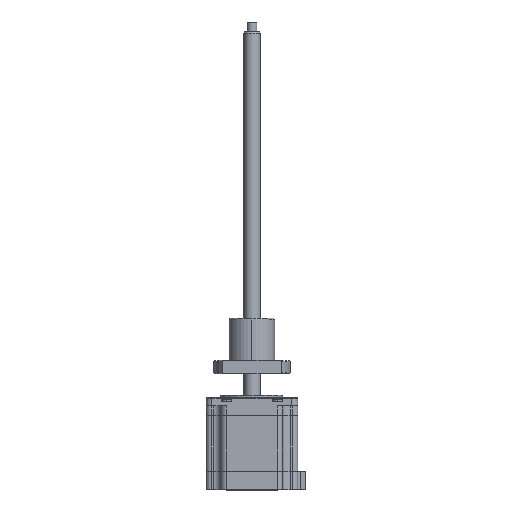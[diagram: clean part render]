
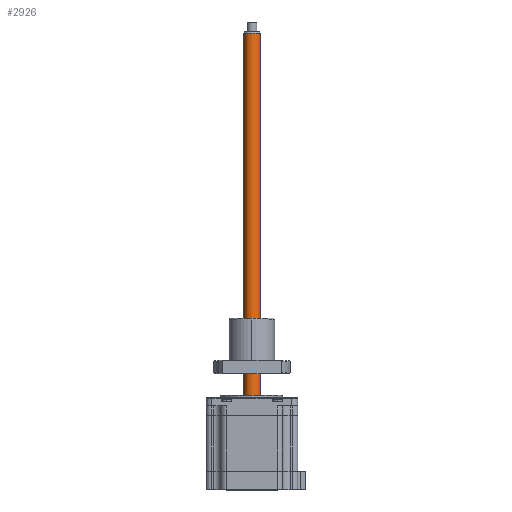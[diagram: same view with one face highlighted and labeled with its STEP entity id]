
A CAD part, top view. The second image highlights one B-rep face of the part: STEP entity #2926.
In plain terms, the highlighted cylindrical face has radius 5 mm (diameter 10 mm), a partial arc.
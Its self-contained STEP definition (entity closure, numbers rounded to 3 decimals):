
#539 = EDGE_CURVE ( 'NONE', #5267, #10869, #9035, .T. ) ;
#1162 = VECTOR ( 'NONE', #8982, 1000. ) ;
#1207 = EDGE_CURVE ( 'NONE', #5267, #4886, #11902, .T. ) ;
#1784 = CYLINDRICAL_SURFACE ( 'NONE', #3003, 5. ) ;
#2083 = CARTESIAN_POINT ( 'NONE',  ( -21.379, -15.672, 63.668 ) ) ;
#2097 = FACE_OUTER_BOUND ( 'NONE', #5864, .T. ) ;
#2592 = EDGE_CURVE ( 'NONE', #10869, #7711, #4188, .T. ) ;
#2815 = AXIS2_PLACEMENT_3D ( 'NONE', #2850, #9789, #3871 ) ;
#2850 = CARTESIAN_POINT ( 'NONE',  ( -16.379, -15.672, 63.65 ) ) ;
#2926 = ADVANCED_FACE ( 'NONE', ( #2097 ), #1784, .T. ) ;
#3003 = AXIS2_PLACEMENT_3D ( 'NONE', #3695, #3576, #3344 ) ;
#3045 = ORIENTED_EDGE ( 'NONE', *, *, #12866, .F. ) ;
#3344 = DIRECTION ( 'NONE',  ( -1., 0., 0.004 ) ) ;
#3576 = DIRECTION ( 'NONE',  ( 0., -1., 0. ) ) ;
#3695 = CARTESIAN_POINT ( 'NONE',  ( -16.379, 209.328, 63.65 ) ) ;
#3871 = DIRECTION ( 'NONE',  ( -1., 0., 0.004 ) ) ;
#4188 = LINE ( 'NONE', #9113, #1162 ) ;
#4886 = VERTEX_POINT ( 'NONE', #8581 ) ;
#5267 = VERTEX_POINT ( 'NONE', #11467 ) ;
#5864 = EDGE_LOOP ( 'NONE', ( #6151, #6673, #9651, #3045 ) ) ;
#6151 = ORIENTED_EDGE ( 'NONE', *, *, #1207, .F. ) ;
#6673 = ORIENTED_EDGE ( 'NONE', *, *, #539, .T. ) ;
#6874 = VECTOR ( 'NONE', #7273, 1000. ) ;
#7273 = DIRECTION ( 'NONE',  ( 0., -1., 0. ) ) ;
#7455 = AXIS2_PLACEMENT_3D ( 'NONE', #8992, #9426, #9602 ) ;
#7468 = CIRCLE ( 'NONE', #2815, 5. ) ;
#7711 = VERTEX_POINT ( 'NONE', #2083 ) ;
#8581 = CARTESIAN_POINT ( 'NONE',  ( -11.379, -15.672, 63.632 ) ) ;
#8982 = DIRECTION ( 'NONE',  ( 0., -1., 0. ) ) ;
#8992 = CARTESIAN_POINT ( 'NONE',  ( -16.379, 208.328, 63.65 ) ) ;
#9035 = CIRCLE ( 'NONE', #7455, 5. ) ;
#9113 = CARTESIAN_POINT ( 'NONE',  ( -21.379, 209.328, 63.668 ) ) ;
#9426 = DIRECTION ( 'NONE',  ( 0., -1., 0. ) ) ;
#9602 = DIRECTION ( 'NONE',  ( 1., 0., -0.004 ) ) ;
#9651 = ORIENTED_EDGE ( 'NONE', *, *, #2592, .T. ) ;
#9789 = DIRECTION ( 'NONE',  ( 0., -1., 0. ) ) ;
#10277 = CARTESIAN_POINT ( 'NONE',  ( -11.379, 209.328, 63.632 ) ) ;
#10566 = CARTESIAN_POINT ( 'NONE',  ( -21.379, 208.328, 63.668 ) ) ;
#10869 = VERTEX_POINT ( 'NONE', #10566 ) ;
#11467 = CARTESIAN_POINT ( 'NONE',  ( -11.379, 208.328, 63.632 ) ) ;
#11902 = LINE ( 'NONE', #10277, #6874 ) ;
#12866 = EDGE_CURVE ( 'NONE', #4886, #7711, #7468, .T. ) ;
